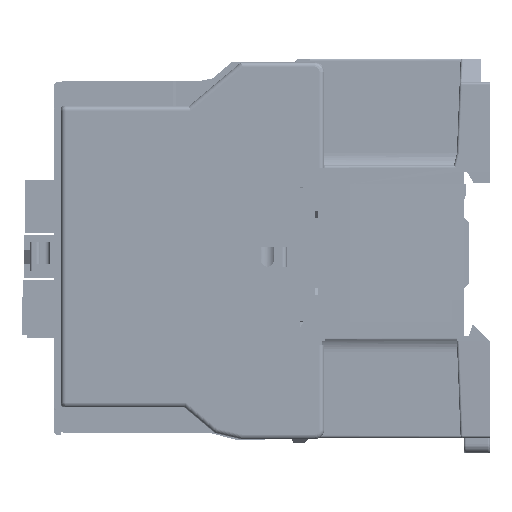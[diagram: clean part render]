
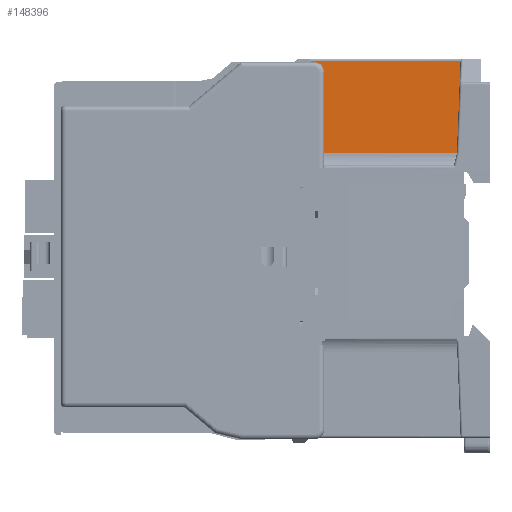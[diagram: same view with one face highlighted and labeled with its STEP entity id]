
A CAD part, left-side view. The second image highlights one B-rep face of the part: STEP entity #148396.
In plain terms, the highlighted planar face has unit normal (-1, 0, 0).
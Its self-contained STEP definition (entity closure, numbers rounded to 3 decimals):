
#793=CARTESIAN_POINT('',(-83.2,-48.971,41.077));
#794=CARTESIAN_POINT('',(-83.2,-48.973,41.115));
#795=CARTESIAN_POINT('',(-83.2,-48.979,41.19));
#796=CARTESIAN_POINT('',(-83.2,-48.994,41.263));
#797=CARTESIAN_POINT('',(-83.2,-49.003,41.3));
#1763=DIRECTION('',(0.,-0.5,-0.866));
#1764=VECTOR('',#1763,5.226);
#1765=CARTESIAN_POINT('',(-83.2,-17.387,41.3));
#1766=LINE('',#1765,#1764);
#1789=DIRECTION('',(0.,0.04,-0.999));
#1790=VECTOR('',#1789,19.293);
#1791=CARTESIAN_POINT('',(-83.2,-48.971,41.077));
#1792=LINE('',#1791,#1790);
#1793=DIRECTION('',(0.,1.,0.));
#1794=VECTOR('',#1793,28.2);
#1795=CARTESIAN_POINT('',(-83.2,-48.2,21.8));
#1796=LINE('',#1795,#1794);
#1797=DIRECTION('',(0.,0.,1.));
#1798=VECTOR('',#1797,14.974);
#1799=CARTESIAN_POINT('',(-83.2,-20.,21.8));
#1800=LINE('',#1799,#1798);
#1855=CARTESIAN_POINT('',(-83.2,-48.2,21.8));
#114642=DIRECTION('',(0.,1.,0.));
#114643=VECTOR('',#114642,31.617);
#114644=CARTESIAN_POINT('',(-83.2,-49.003,41.3));
#114645=LINE('',#114644,#114643);
#114646=CARTESIAN_POINT('',(-83.2,-17.387,41.3));
#135365=VERTEX_POINT('',#1855);
#139153=VERTEX_POINT('',#114646);
#139193=CARTESIAN_POINT('',(-83.2,-48.971,41.077));
#139194=VERTEX_POINT('',#139193);
#139201=VERTEX_POINT('',#797);
#139446=CARTESIAN_POINT('',(-83.2,-20.,21.8));
#139447=CARTESIAN_POINT('',(-83.2,-20.,36.774));
#139448=VERTEX_POINT('',#139446);
#139449=VERTEX_POINT('',#139447);
#148379=CARTESIAN_POINT('',(-83.2,-48.9,21.8));
#148380=DIRECTION('',(-1.,0.,0.));
#148381=DIRECTION('',(0.,0.,1.));
#148382=AXIS2_PLACEMENT_3D('',#148379,#148380,#148381);
#148383=PLANE('',#148382);
#148385=ORIENTED_EDGE('',*,*,#148384,.T.);
#148386=ORIENTED_EDGE('',*,*,#148355,.F.);
#148388=ORIENTED_EDGE('',*,*,#148387,.F.);
#148389=ORIENTED_EDGE('',*,*,#147006,.F.);
#148391=ORIENTED_EDGE('',*,*,#148390,.T.);
#148393=ORIENTED_EDGE('',*,*,#148392,.T.);
#148394=EDGE_LOOP('',(#148385,#148386,#148388,#148389,#148391,#148393));
#148395=FACE_OUTER_BOUND('',#148394,.F.);
#148396=ADVANCED_FACE('',(#148395),#148383,.T.);
#798=B_SPLINE_CURVE_WITH_KNOTS('',3,(#793,#794,#795,#796,#797),.UNSPECIFIED.,
.F.,.F.,(4,1,4),(0.,0.5,1.),.UNSPECIFIED.);
#147006=EDGE_CURVE('',#139194,#139201,#798,.T.);
#148355=EDGE_CURVE('',#139153,#139449,#1766,.T.);
#148384=EDGE_CURVE('',#139448,#139449,#1800,.T.);
#148387=EDGE_CURVE('',#139201,#139153,#114645,.T.);
#148390=EDGE_CURVE('',#139194,#135365,#1792,.T.);
#148392=EDGE_CURVE('',#135365,#139448,#1796,.T.);
